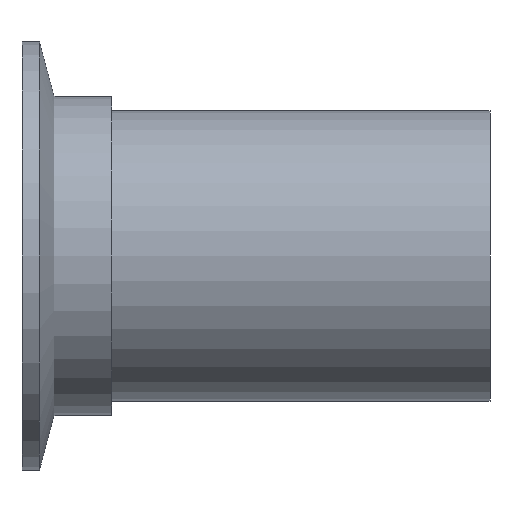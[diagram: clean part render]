
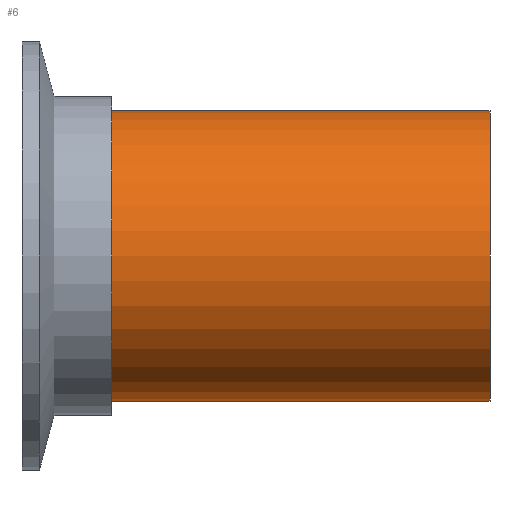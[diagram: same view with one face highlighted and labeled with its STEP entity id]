
A CAD part, front view. The second image highlights one B-rep face of the part: STEP entity #6.
In plain terms, the highlighted cylindrical face has radius 25.4 mm (diameter 50.8 mm), a partial arc.
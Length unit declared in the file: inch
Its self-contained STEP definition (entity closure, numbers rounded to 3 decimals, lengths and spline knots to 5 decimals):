
#6 = ADVANCED_FACE ( 'NONE', ( #11 ), #21, .T. ) ;
#11 = FACE_OUTER_BOUND ( 'NONE', #57, .T. ) ;
#21 = CYLINDRICAL_SURFACE ( 'NONE', #509, 1. ) ;
#31 = CARTESIAN_POINT ( 'NONE',  ( -1., 0., 3. ) ) ;
#38 = VECTOR ( 'NONE', #145, 39.37008 ) ;
#57 = EDGE_LOOP ( 'NONE', ( #569, #627, #452, #505 ) ) ;
#68 = DIRECTION ( 'NONE',  ( 0., 0., -1. ) ) ;
#70 = LINE ( 'NONE', #463, #585 ) ;
#76 = AXIS2_PLACEMENT_3D ( 'NONE', #702, #467, #401 ) ;
#80 = EDGE_CURVE ( 'NONE', #231, #442, #70, .T. ) ;
#113 = CIRCLE ( 'NONE', #413, 1. ) ;
#133 = CARTESIAN_POINT ( 'NONE',  ( 0., 0., 3. ) ) ;
#145 = DIRECTION ( 'NONE',  ( 0., 0., -1. ) ) ;
#162 = DIRECTION ( 'NONE',  ( 1., 0., 0. ) ) ;
#184 = DIRECTION ( 'NONE',  ( 0., 0., -1. ) ) ;
#225 = CARTESIAN_POINT ( 'NONE',  ( 0., 0., 0. ) ) ;
#231 = VERTEX_POINT ( 'NONE', #428 ) ;
#255 = DIRECTION ( 'NONE',  ( -1., 0., 0. ) ) ;
#291 = VERTEX_POINT ( 'NONE', #733 ) ;
#315 = CARTESIAN_POINT ( 'NONE',  ( -1., 0., 3. ) ) ;
#351 = LINE ( 'NONE', #31, #38 ) ;
#359 = EDGE_CURVE ( 'NONE', #291, #442, #113, .T. ) ;
#401 = DIRECTION ( 'NONE',  ( 1., 0., 0. ) ) ;
#413 = AXIS2_PLACEMENT_3D ( 'NONE', #225, #441, #162 ) ;
#428 = CARTESIAN_POINT ( 'NONE',  ( 1., 0., 3. ) ) ;
#441 = DIRECTION ( 'NONE',  ( 0., 0., 1. ) ) ;
#442 = VERTEX_POINT ( 'NONE', #578 ) ;
#452 = ORIENTED_EDGE ( 'NONE', *, *, #595, .T. ) ;
#463 = CARTESIAN_POINT ( 'NONE',  ( 1., 0., 3. ) ) ;
#467 = DIRECTION ( 'NONE',  ( 0., 0., 1. ) ) ;
#505 = ORIENTED_EDGE ( 'NONE', *, *, #359, .T. ) ;
#509 = AXIS2_PLACEMENT_3D ( 'NONE', #133, #68, #255 ) ;
#527 = EDGE_CURVE ( 'NONE', #735, #231, #721, .T. ) ;
#569 = ORIENTED_EDGE ( 'NONE', *, *, #80, .F. ) ;
#578 = CARTESIAN_POINT ( 'NONE',  ( 1., 0., 0. ) ) ;
#585 = VECTOR ( 'NONE', #184, 39.37008 ) ;
#595 = EDGE_CURVE ( 'NONE', #735, #291, #351, .T. ) ;
#627 = ORIENTED_EDGE ( 'NONE', *, *, #527, .F. ) ;
#702 = CARTESIAN_POINT ( 'NONE',  ( 0., 0., 3. ) ) ;
#721 = CIRCLE ( 'NONE', #76, 1. ) ;
#733 = CARTESIAN_POINT ( 'NONE',  ( -1., 0., 0. ) ) ;
#735 = VERTEX_POINT ( 'NONE', #315 ) ;
